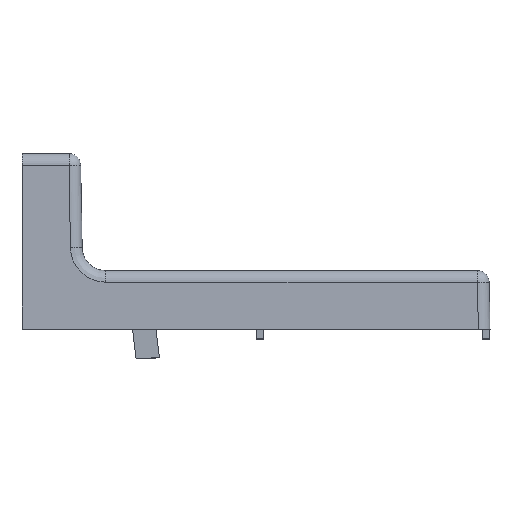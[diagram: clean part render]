
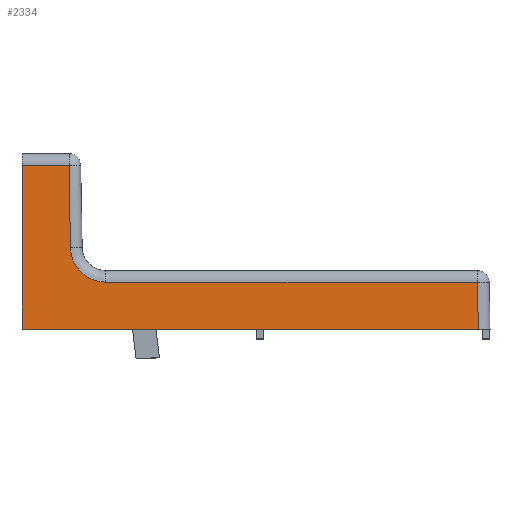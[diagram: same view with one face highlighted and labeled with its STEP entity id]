
A CAD part, top view. The second image highlights one B-rep face of the part: STEP entity #2334.
In plain terms, the highlighted planar face has unit normal (0, 0.018, 1).
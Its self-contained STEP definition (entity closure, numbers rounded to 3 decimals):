
#20 = EDGE_LOOP ( 'NONE', ( #11572, #11797, #12488, #12648, #13145, #13437, #13960 ) ) ;
#23 = EDGE_CURVE ( 'NONE', #554, #10223, #4076, .T. ) ;
#525 = DIRECTION ( 'NONE',  ( -0.017, 1., -0.017 ) ) ;
#554 = VERTEX_POINT ( 'NONE', #4198 ) ;
#625 = CARTESIAN_POINT ( 'NONE',  ( 117.819, 0., 14.098 ) ) ;
#775 = CARTESIAN_POINT ( 'NONE',  ( 20.173, 12.245, 13.884 ) ) ;
#809 = DIRECTION ( 'NONE',  ( -0.017, 1., -0.017 ) ) ;
#821 = CARTESIAN_POINT ( 'NONE',  ( 17.109, 13.308, 13.866 ) ) ;
#873 = CARTESIAN_POINT ( 'NONE',  ( 13.639, 16.794, 13.805 ) ) ;
#920 = CARTESIAN_POINT ( 'NONE',  ( 12.577, 19.948, 13.75 ) ) ;
#1460 = CARTESIAN_POINT ( 'NONE',  ( 12.508, 21.042, 13.731 ) ) ;
#1525 = LINE ( 'NONE', #625, #10213 ) ;
#1872 = VERTEX_POINT ( 'NONE', #5948 ) ;
#1883 = CARTESIAN_POINT ( 'NONE',  ( 21.57, 12.137, 13.886 ) ) ;
#1946 = CARTESIAN_POINT ( 'NONE',  ( 20.004, 12.273, 13.884 ) ) ;
#1951 = CARTESIAN_POINT ( 'NONE',  ( 0., 0., 14.098 ) ) ;
#1992 = CARTESIAN_POINT ( 'NONE',  ( 16.785, 13.502, 13.862 ) ) ;
#2051 = CARTESIAN_POINT ( 'NONE',  ( 13.293, 17.506, 13.792 ) ) ;
#2059 = DIRECTION ( 'NONE',  ( -1., 0., 0. ) ) ;
#2101 = CARTESIAN_POINT ( 'NONE',  ( 12.508, 21.042, 13.731 ) ) ;
#2334 = ADVANCED_FACE ( 'NONE', ( #4442 ), #3340, .T. ) ;
#2767 = EDGE_CURVE ( 'NONE', #5827, #13429, #1525, .T. ) ;
#2929 = B_SPLINE_CURVE_WITH_KNOTS ( 'NONE', 3,
 ( #1883, #13131, #14196, #7696, #775, #8779, #1946, #9892, #3118, #10993, #4277, #12117, #5462, #13181, #6649, #14236, #7743, #821, #8832, #1992, #9934, #3168, #11034, #4321, #12171, #5504, #13219, #6706, #14280, #7784, #873, #8882, #2051, #9973, #3228, #11078, #4370, #12217, #5555, #13262, #6751, #14319, #7830, #920, #8930, #2101 ),
 .UNSPECIFIED., .F., .F.,
 ( 4, 1, 1, 1, 2, 2, 1, 1, 1, 2, 2, 1, 1, 2, 2, 2, 1, 1, 2, 2, 1, 1, 1, 2, 2, 1, 1, 1, 2, 2, 4 ),
 ( 0., 0.063, 0.094, 0.109, 0.117, 0.125, 0.188, 0.219, 0.234, 0.242, 0.25, 0.313, 0.344, 0.359, 0.375, 0.5, 0.563, 0.594, 0.609, 0.625, 0.688, 0.719, 0.734, 0.742, 0.75, 0.813, 0.844, 0.859, 0.867, 0.875, 1. ),
 .UNSPECIFIED. ) ;
#3072 = CARTESIAN_POINT ( 'NONE',  ( 117.608, 12.137, 13.886 ) ) ;
#3118 = CARTESIAN_POINT ( 'NONE',  ( 19.65, 12.337, 13.883 ) ) ;
#3168 = CARTESIAN_POINT ( 'NONE',  ( 16.139, 13.918, 13.855 ) ) ;
#3228 = CARTESIAN_POINT ( 'NONE',  ( 13.218, 17.679, 13.789 ) ) ;
#3340 = PLANE ( 'NONE',  #7083 ) ;
#3475 = EDGE_CURVE ( 'NONE', #10223, #1872, #10262, .T. ) ;
#3564 = EDGE_CURVE ( 'NONE', #1872, #5376, #9606, .T. ) ;
#3771 = EDGE_CURVE ( 'NONE', #5376, #5827, #8378, .T. ) ;
#4035 = DIRECTION ( 'NONE',  ( 0., -1., 0.017 ) ) ;
#4076 = LINE ( 'NONE', #1460, #12331 ) ;
#4198 = CARTESIAN_POINT ( 'NONE',  ( 12.508, 21.042, 13.731 ) ) ;
#4277 = CARTESIAN_POINT ( 'NONE',  ( 18.744, 12.586, 13.878 ) ) ;
#4302 = CARTESIAN_POINT ( 'NONE',  ( 0., 42.347, 13.359 ) ) ;
#4321 = CARTESIAN_POINT ( 'NONE',  ( 14.997, 14.952, 13.837 ) ) ;
#4370 = CARTESIAN_POINT ( 'NONE',  ( 13.079, 18.018, 13.783 ) ) ;
#4442 = FACE_OUTER_BOUND ( 'NONE', #20, .T. ) ;
#5376 = VERTEX_POINT ( 'NONE', #1951 ) ;
#5462 = CARTESIAN_POINT ( 'NONE',  ( 18.402, 12.708, 13.876 ) ) ;
#5504 = CARTESIAN_POINT ( 'NONE',  ( 14.352, 15.715, 13.824 ) ) ;
#5555 = CARTESIAN_POINT ( 'NONE',  ( 12.797, 18.915, 13.768 ) ) ;
#5756 = CARTESIAN_POINT ( 'NONE',  ( 21.57, 12.137, 13.886 ) ) ;
#5827 = VERTEX_POINT ( 'NONE', #6741 ) ;
#5876 = VERTEX_POINT ( 'NONE', #5756 ) ;
#5933 = CARTESIAN_POINT ( 'NONE',  ( 120.84, 42.347, 13.359 ) ) ;
#5948 = CARTESIAN_POINT ( 'NONE',  ( 0., 42.347, 13.359 ) ) ;
#5957 = DIRECTION ( 'NONE',  ( -1., 0., 0. ) ) ;
#6007 = LINE ( 'NONE', #8890, #8956 ) ;
#6649 = CARTESIAN_POINT ( 'NONE',  ( 18.301, 12.747, 13.876 ) ) ;
#6702 = VECTOR ( 'NONE', #4035, 1000. ) ;
#6706 = CARTESIAN_POINT ( 'NONE',  ( 14.127, 16.027, 13.818 ) ) ;
#6741 = CARTESIAN_POINT ( 'NONE',  ( 117.819, 0., 14.098 ) ) ;
#6751 = CARTESIAN_POINT ( 'NONE',  ( 12.715, 19.268, 13.762 ) ) ;
#6796 = CARTESIAN_POINT ( 'NONE',  ( 12.136, 42.347, 13.359 ) ) ;
#7083 = AXIS2_PLACEMENT_3D ( 'NONE', #14011, #13875, #13833 ) ;
#7696 = CARTESIAN_POINT ( 'NONE',  ( 20.409, 12.209, 13.885 ) ) ;
#7743 = CARTESIAN_POINT ( 'NONE',  ( 17.572, 13.056, 13.87 ) ) ;
#7784 = CARTESIAN_POINT ( 'NONE',  ( 13.872, 16.406, 13.812 ) ) ;
#7830 = CARTESIAN_POINT ( 'NONE',  ( 12.692, 19.377, 13.76 ) ) ;
#8378 = LINE ( 'NONE', #13508, #13840 ) ;
#8779 = CARTESIAN_POINT ( 'NONE',  ( 20.071, 12.261, 13.884 ) ) ;
#8832 = CARTESIAN_POINT ( 'NONE',  ( 16.914, 13.423, 13.864 ) ) ;
#8882 = CARTESIAN_POINT ( 'NONE',  ( 13.403, 17.265, 13.797 ) ) ;
#8890 = CARTESIAN_POINT ( 'NONE',  ( 120.84, 12.137, 13.886 ) ) ;
#8930 = CARTESIAN_POINT ( 'NONE',  ( 12.518, 20.492, 13.74 ) ) ;
#8956 = VECTOR ( 'NONE', #2059, 1000. ) ;
#9275 = DIRECTION ( 'NONE',  ( 1., 0., 0. ) ) ;
#9606 = LINE ( 'NONE', #4302, #6702 ) ;
#9892 = CARTESIAN_POINT ( 'NONE',  ( 19.972, 12.279, 13.884 ) ) ;
#9934 = CARTESIAN_POINT ( 'NONE',  ( 16.722, 13.542, 13.862 ) ) ;
#9973 = CARTESIAN_POINT ( 'NONE',  ( 13.248, 17.61, 13.791 ) ) ;
#10213 = VECTOR ( 'NONE', #525, 1000. ) ;
#10223 = VERTEX_POINT ( 'NONE', #6796 ) ;
#10262 = LINE ( 'NONE', #5933, #13179 ) ;
#10993 = CARTESIAN_POINT ( 'NONE',  ( 19.227, 12.436, 13.881 ) ) ;
#11034 = CARTESIAN_POINT ( 'NONE',  ( 15.658, 14.303, 13.848 ) ) ;
#11078 = CARTESIAN_POINT ( 'NONE',  ( 13.203, 17.716, 13.789 ) ) ;
#11572 = ORIENTED_EDGE ( 'NONE', *, *, #13425, .T. ) ;
#11797 = ORIENTED_EDGE ( 'NONE', *, *, #23, .T. ) ;
#11812 = EDGE_CURVE ( 'NONE', #13429, #5876, #6007, .T. ) ;
#12117 = CARTESIAN_POINT ( 'NONE',  ( 18.504, 12.67, 13.877 ) ) ;
#12171 = CARTESIAN_POINT ( 'NONE',  ( 14.685, 15.292, 13.831 ) ) ;
#12217 = CARTESIAN_POINT ( 'NONE',  ( 12.933, 18.427, 13.776 ) ) ;
#12331 = VECTOR ( 'NONE', #809, 1000. ) ;
#12488 = ORIENTED_EDGE ( 'NONE', *, *, #3475, .T. ) ;
#12648 = ORIENTED_EDGE ( 'NONE', *, *, #3564, .T. ) ;
#13131 = CARTESIAN_POINT ( 'NONE',  ( 21.295, 12.137, 13.886 ) ) ;
#13145 = ORIENTED_EDGE ( 'NONE', *, *, #3771, .T. ) ;
#13179 = VECTOR ( 'NONE', #5957, 1000. ) ;
#13181 = CARTESIAN_POINT ( 'NONE',  ( 18.334, 12.734, 13.876 ) ) ;
#13219 = CARTESIAN_POINT ( 'NONE',  ( 14.216, 15.902, 13.82 ) ) ;
#13262 = CARTESIAN_POINT ( 'NONE',  ( 12.738, 19.162, 13.764 ) ) ;
#13425 = EDGE_CURVE ( 'NONE', #5876, #554, #2929, .T. ) ;
#13429 = VERTEX_POINT ( 'NONE', #3072 ) ;
#13437 = ORIENTED_EDGE ( 'NONE', *, *, #2767, .T. ) ;
#13508 = CARTESIAN_POINT ( 'NONE',  ( 120.84, 0., 14.098 ) ) ;
#13833 = DIRECTION ( 'NONE',  ( 0., -1., 0.017 ) ) ;
#13840 = VECTOR ( 'NONE', #9275, 1000. ) ;
#13875 = DIRECTION ( 'NONE',  ( 0., 0.017, 1. ) ) ;
#13960 = ORIENTED_EDGE ( 'NONE', *, *, #11812, .T. ) ;
#14011 = CARTESIAN_POINT ( 'NONE',  ( 120.84, 0., 14.098 ) ) ;
#14196 = CARTESIAN_POINT ( 'NONE',  ( 20.885, 12.155, 13.886 ) ) ;
#14236 = CARTESIAN_POINT ( 'NONE',  ( 17.985, 12.871, 13.873 ) ) ;
#14280 = CARTESIAN_POINT ( 'NONE',  ( 14.082, 16.093, 13.817 ) ) ;
#14319 = CARTESIAN_POINT ( 'NONE',  ( 12.7, 19.339, 13.76 ) ) ;
